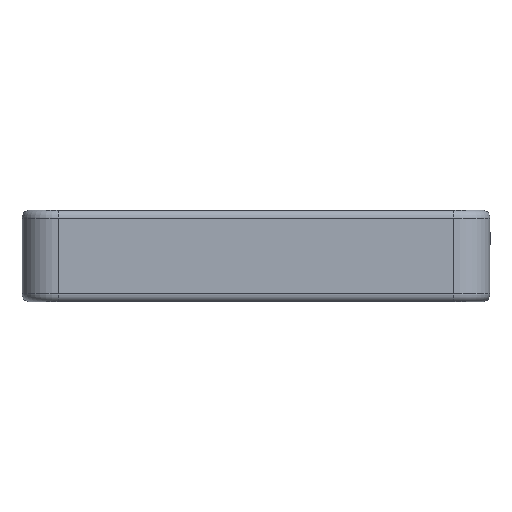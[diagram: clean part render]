
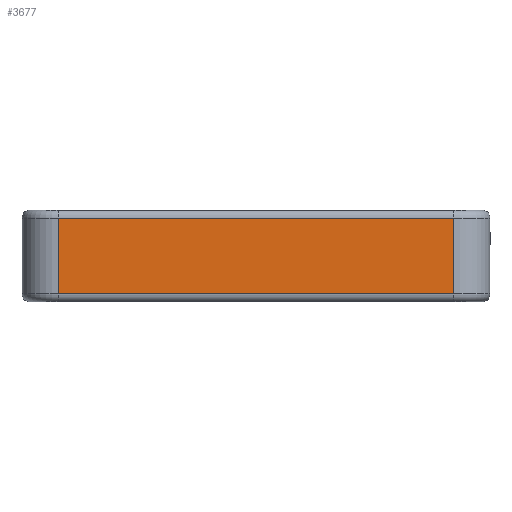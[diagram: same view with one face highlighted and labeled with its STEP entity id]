
A CAD part, front view. The second image highlights one B-rep face of the part: STEP entity #3677.
In plain terms, the highlighted planar face has unit normal (0, -1, 0).
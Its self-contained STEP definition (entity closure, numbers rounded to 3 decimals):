
#240=PLANE('',#4035);
#463=FACE_OUTER_BOUND('',#760,.T.);
#760=EDGE_LOOP('',(#3393,#3394,#3395,#3396));
#767=LINE('',#5122,#1129);
#772=LINE('',#5144,#1134);
#789=LINE('',#5237,#1151);
#1124=LINE('',#6111,#1486);
#1129=VECTOR('',#4074,10.);
#1134=VECTOR('',#4101,10.);
#1151=VECTOR('',#4196,10.);
#1486=VECTOR('',#5085,10.);
#1624=VERTEX_POINT('',#5114);
#1626=VERTEX_POINT('',#5120);
#1632=VERTEX_POINT('',#5142);
#1668=VERTEX_POINT('',#5231);
#1946=EDGE_CURVE('',#1626,#1624,#767,.T.);
#1958=EDGE_CURVE('',#1626,#1632,#772,.T.);
#2004=EDGE_CURVE('',#1668,#1632,#789,.T.);
#2421=EDGE_CURVE('',#1624,#1668,#1124,.T.);
#3393=ORIENTED_EDGE('',*,*,#1946,.F.);
#3394=ORIENTED_EDGE('',*,*,#1958,.T.);
#3395=ORIENTED_EDGE('',*,*,#2004,.F.);
#3396=ORIENTED_EDGE('',*,*,#2421,.F.);
#3677=ADVANCED_FACE('',(#463),#240,.T.);
#4035=AXIS2_PLACEMENT_3D('',#6110,#5083,#5084);
#4074=DIRECTION('',(-1.,0.,0.));
#4101=DIRECTION('',(0.,0.,1.));
#4196=DIRECTION('',(1.,0.,0.));
#5083=DIRECTION('center_axis',(0.,-1.,0.));
#5084=DIRECTION('ref_axis',(1.,0.,0.));
#5085=DIRECTION('',(0.,0.,1.));
#5114=CARTESIAN_POINT('',(-31.25,-50.,1.25));
#5120=CARTESIAN_POINT('',(31.25,-50.,1.25));
#5122=CARTESIAN_POINT('',(-15.625,-50.,1.25));
#5142=CARTESIAN_POINT('',(31.25,-50.,13.25));
#5144=CARTESIAN_POINT('',(31.25,-50.,0.));
#5231=CARTESIAN_POINT('',(-31.25,-50.,13.25));
#5237=CARTESIAN_POINT('',(-15.625,-50.,13.25));
#6110=CARTESIAN_POINT('Origin',(-31.25,-50.,0.));
#6111=CARTESIAN_POINT('',(-31.25,-50.,0.));
